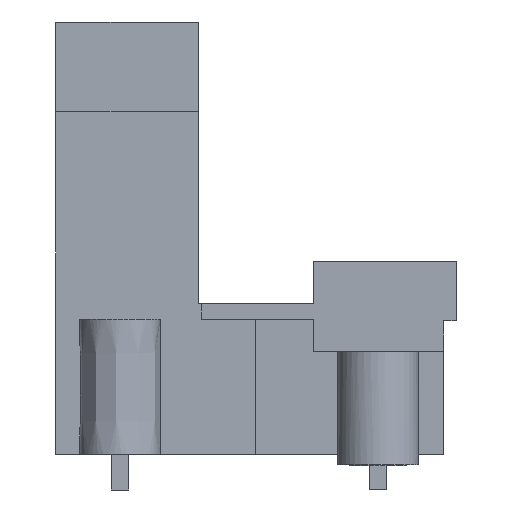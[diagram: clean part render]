
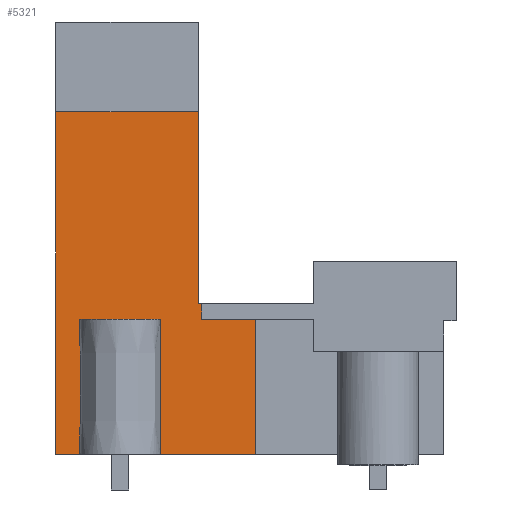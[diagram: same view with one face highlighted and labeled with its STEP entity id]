
A CAD part, left-side view. The second image highlights one B-rep face of the part: STEP entity #5321.
In plain terms, the highlighted planar face has unit normal (-1, 0, 0).
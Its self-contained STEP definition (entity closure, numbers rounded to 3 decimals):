
#5269=AXIS2_PLACEMENT_3D('Plane Axis2P3D',#5266,#5267,#5268) ;
#1544=CARTESIAN_POINT('Vertex',(3.84,11.84,2.1)) ;
#1547=CARTESIAN_POINT('Line Origine',(3.84,14.846,2.1)) ;
#1551=CARTESIAN_POINT('Vertex',(3.84,17.853,2.1)) ;
#1595=CARTESIAN_POINT('Vertex',(3.84,21.887,2.1)) ;
#1598=CARTESIAN_POINT('Line Origine',(3.84,22.779,2.1)) ;
#1602=CARTESIAN_POINT('Vertex',(3.84,23.67,2.1)) ;
#3575=CARTESIAN_POINT('Line Origine',(3.84,15.04,10.55)) ;
#3579=CARTESIAN_POINT('Vertex',(3.84,15.04,11.)) ;
#3581=CARTESIAN_POINT('Vertex',(3.84,15.04,10.1)) ;
#3613=CARTESIAN_POINT('Line Origine',(3.84,13.44,10.1)) ;
#3617=CARTESIAN_POINT('Vertex',(3.84,11.84,10.1)) ;
#3763=CARTESIAN_POINT('Vertex',(3.84,15.24,11.)) ;
#3766=CARTESIAN_POINT('Line Origine',(3.84,15.14,11.)) ;
#5040=CARTESIAN_POINT('Line Origine',(3.84,23.67,12.23)) ;
#5044=CARTESIAN_POINT('Vertex',(3.84,23.67,22.36)) ;
#5266=CARTESIAN_POINT('Axis2P3D Location',(3.84,23.67,1.5)) ;
#5271=CARTESIAN_POINT('Line Origine',(3.84,19.455,22.36)) ;
#5275=CARTESIAN_POINT('Vertex',(3.84,15.24,22.36)) ;
#5278=CARTESIAN_POINT('Line Origine',(3.84,21.887,6.1)) ;
#5282=CARTESIAN_POINT('Vertex',(3.84,21.887,10.1)) ;
#5285=CARTESIAN_POINT('Line Origine',(3.84,19.87,10.1)) ;
#5289=CARTESIAN_POINT('Vertex',(3.84,17.853,10.1)) ;
#5292=CARTESIAN_POINT('Line Origine',(3.84,17.853,6.1)) ;
#5297=CARTESIAN_POINT('Line Origine',(3.84,11.84,6.1)) ;
#5302=CARTESIAN_POINT('Line Origine',(3.84,15.24,16.68)) ;
#1548=DIRECTION('Vector Direction',(0.,-1.,0.)) ;
#1599=DIRECTION('Vector Direction',(0.,-1.,0.)) ;
#3576=DIRECTION('Vector Direction',(0.,0.,-1.)) ;
#3614=DIRECTION('Vector Direction',(0.,1.,0.)) ;
#3767=DIRECTION('Vector Direction',(0.,1.,0.)) ;
#5041=DIRECTION('Vector Direction',(0.,0.,1.)) ;
#5267=DIRECTION('Axis2P3D Direction',(-1.,0.,0.)) ;
#5268=DIRECTION('Axis2P3D XDirection',(0.,-1.,0.)) ;
#5272=DIRECTION('Vector Direction',(0.,-1.,0.)) ;
#5279=DIRECTION('Vector Direction',(0.,0.,1.)) ;
#5286=DIRECTION('Vector Direction',(0.,1.,0.)) ;
#5293=DIRECTION('Vector Direction',(0.,0.,1.)) ;
#5298=DIRECTION('Vector Direction',(0.,0.,1.)) ;
#5303=DIRECTION('Vector Direction',(0.,0.,-1.)) ;
#1549=VECTOR('Line Direction',#1548,1.) ;
#1600=VECTOR('Line Direction',#1599,1.) ;
#3577=VECTOR('Line Direction',#3576,1.) ;
#3615=VECTOR('Line Direction',#3614,1.) ;
#3768=VECTOR('Line Direction',#3767,1.) ;
#5042=VECTOR('Line Direction',#5041,1.) ;
#5273=VECTOR('Line Direction',#5272,1.) ;
#5280=VECTOR('Line Direction',#5279,1.) ;
#5287=VECTOR('Line Direction',#5286,1.) ;
#5294=VECTOR('Line Direction',#5293,1.) ;
#5299=VECTOR('Line Direction',#5298,1.) ;
#5304=VECTOR('Line Direction',#5303,1.) ;
#5308=ORIENTED_EDGE('',*,*,#5277,.T.) ;
#5309=ORIENTED_EDGE('',*,*,#5046,.T.) ;
#5310=ORIENTED_EDGE('',*,*,#1604,.T.) ;
#5311=ORIENTED_EDGE('',*,*,#5284,.T.) ;
#5312=ORIENTED_EDGE('',*,*,#5291,.F.) ;
#5313=ORIENTED_EDGE('',*,*,#5296,.F.) ;
#5314=ORIENTED_EDGE('',*,*,#1553,.T.) ;
#5315=ORIENTED_EDGE('',*,*,#5301,.T.) ;
#5316=ORIENTED_EDGE('',*,*,#3619,.T.) ;
#5317=ORIENTED_EDGE('',*,*,#3583,.F.) ;
#5318=ORIENTED_EDGE('',*,*,#3770,.F.) ;
#5319=ORIENTED_EDGE('',*,*,#5306,.F.) ;
#5321=ADVANCED_FACE('HOUSING',(#5320),#5270,.T.) ;
#1553=EDGE_CURVE('',#1552,#1545,#1550,.T.) ;
#1604=EDGE_CURVE('',#1603,#1596,#1601,.T.) ;
#3583=EDGE_CURVE('',#3580,#3582,#3578,.T.) ;
#3619=EDGE_CURVE('',#3618,#3582,#3616,.T.) ;
#3770=EDGE_CURVE('',#3764,#3580,#3769,.F.) ;
#5046=EDGE_CURVE('',#5045,#1603,#5043,.F.) ;
#5277=EDGE_CURVE('',#5276,#5045,#5274,.F.) ;
#5284=EDGE_CURVE('',#1596,#5283,#5281,.T.) ;
#5291=EDGE_CURVE('',#5290,#5283,#5288,.T.) ;
#5296=EDGE_CURVE('',#1552,#5290,#5295,.T.) ;
#5301=EDGE_CURVE('',#1545,#3618,#5300,.T.) ;
#5306=EDGE_CURVE('',#5276,#3764,#5305,.T.) ;
#5307=EDGE_LOOP('',(#5308,#5309,#5310,#5311,#5312,#5313,#5314,#5315,#5316,#5317,#5318,#5319)) ;
#5320=FACE_OUTER_BOUND('',#5307,.T.) ;
#1550=LINE('Line',#1547,#1549) ;
#1601=LINE('Line',#1598,#1600) ;
#3578=LINE('Line',#3575,#3577) ;
#3616=LINE('Line',#3613,#3615) ;
#3769=LINE('Line',#3766,#3768) ;
#5043=LINE('Line',#5040,#5042) ;
#5274=LINE('Line',#5271,#5273) ;
#5281=LINE('Line',#5278,#5280) ;
#5288=LINE('Line',#5285,#5287) ;
#5295=LINE('Line',#5292,#5294) ;
#5300=LINE('Line',#5297,#5299) ;
#5305=LINE('Line',#5302,#5304) ;
#5270=PLANE('',#5269) ;
#1545=VERTEX_POINT('',#1544) ;
#1552=VERTEX_POINT('',#1551) ;
#1596=VERTEX_POINT('',#1595) ;
#1603=VERTEX_POINT('',#1602) ;
#3580=VERTEX_POINT('',#3579) ;
#3582=VERTEX_POINT('',#3581) ;
#3618=VERTEX_POINT('',#3617) ;
#3764=VERTEX_POINT('',#3763) ;
#5045=VERTEX_POINT('',#5044) ;
#5276=VERTEX_POINT('',#5275) ;
#5283=VERTEX_POINT('',#5282) ;
#5290=VERTEX_POINT('',#5289) ;
